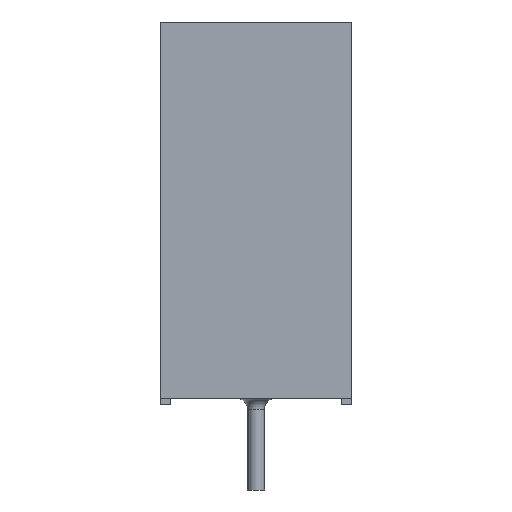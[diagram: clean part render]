
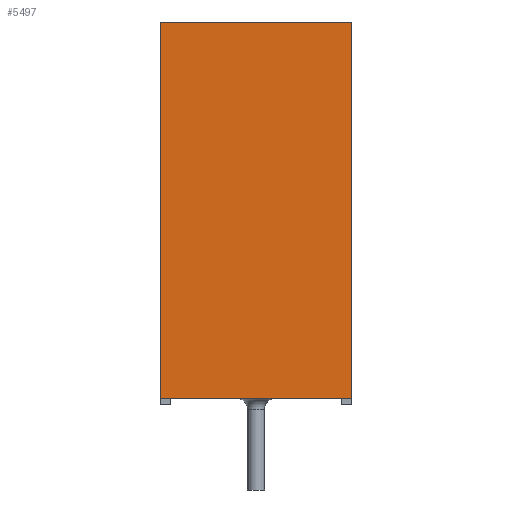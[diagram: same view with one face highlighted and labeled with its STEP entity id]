
A CAD part, left-side view. The second image highlights one B-rep face of the part: STEP entity #5497.
In plain terms, the highlighted planar face has unit normal (-1, 0, 0).
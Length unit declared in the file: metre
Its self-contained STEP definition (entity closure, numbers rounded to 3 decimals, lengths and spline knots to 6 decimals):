
#61=PLANE('',#5723);
#545=ORIENTED_EDGE('',*,*,#1578,.T.);
#546=ORIENTED_EDGE('',*,*,#1592,.F.);
#547=ORIENTED_EDGE('',*,*,#1534,.F.);
#548=ORIENTED_EDGE('',*,*,#1593,.T.);
#1534=EDGE_CURVE('',#2064,#2065,#2448,.T.);
#1578=EDGE_CURVE('',#2106,#2107,#2486,.T.);
#1592=EDGE_CURVE('',#2065,#2107,#2500,.T.);
#1593=EDGE_CURVE('',#2064,#2106,#2501,.T.);
#2064=VERTEX_POINT('',#7608);
#2065=VERTEX_POINT('',#7609);
#2106=VERTEX_POINT('',#7792);
#2107=VERTEX_POINT('',#7793);
#2448=LINE('',#7607,#2906);
#2486=LINE('',#7791,#2944);
#2500=LINE('',#7819,#2958);
#2501=LINE('',#7820,#2959);
#2906=VECTOR('',#6031,1.);
#2944=VECTOR('',#6073,1.);
#2958=VECTOR('',#6091,1.);
#2959=VECTOR('',#6092,1.);
#3325=EDGE_LOOP('',(#545,#546,#547,#548));
#3597=FACE_BOUND('',#3325,.T.);
#5497=ADVANCED_FACE('',(#3597),#61,.F.);
#5723=AXIS2_PLACEMENT_3D('',#7818,#6089,#6090);
#6031=DIRECTION('',(0.,0.,-1.));
#6073=DIRECTION('',(0.,0.,-1.));
#6089=DIRECTION('',(1.,0.,0.));
#6090=DIRECTION('',(0.,0.,-1.));
#6091=DIRECTION('',(0.,1.,0.));
#6092=DIRECTION('',(0.,1.,0.));
#7607=CARTESIAN_POINT('',(-0.013,-0.0045,0.00885));
#7608=CARTESIAN_POINT('',(-0.013,-0.0045,0.00885));
#7609=CARTESIAN_POINT('',(-0.013,-0.0045,-0.00885));
#7791=CARTESIAN_POINT('',(-0.013,0.0045,0.00885));
#7792=CARTESIAN_POINT('',(-0.013,0.0045,0.00885));
#7793=CARTESIAN_POINT('',(-0.013,0.0045,-0.00885));
#7818=CARTESIAN_POINT('',(-0.013,-0.0045,0.00885));
#7819=CARTESIAN_POINT('',(-0.013,-0.0045,-0.00885));
#7820=CARTESIAN_POINT('',(-0.013,-0.0045,0.00885));
